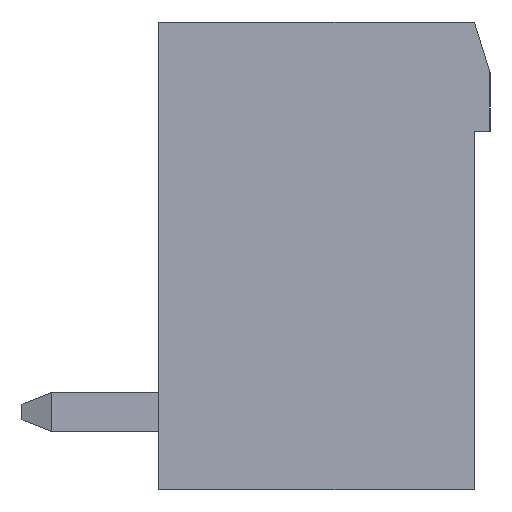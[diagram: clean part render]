
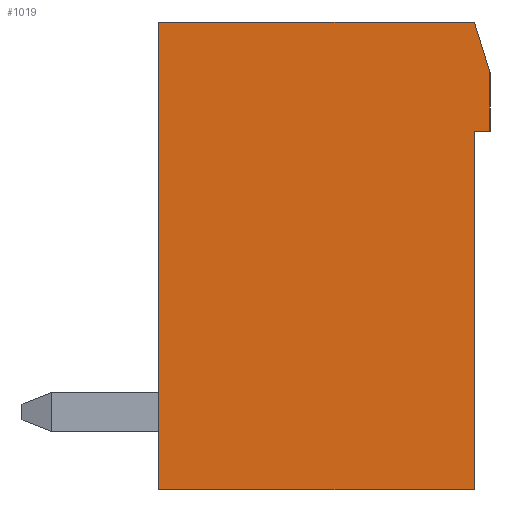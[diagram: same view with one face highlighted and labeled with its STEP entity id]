
A CAD part, left-side view. The second image highlights one B-rep face of the part: STEP entity #1019.
In plain terms, the highlighted planar face has unit normal (-1, 0, 0).
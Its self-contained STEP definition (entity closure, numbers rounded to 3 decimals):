
#1019 = ADVANCED_FACE( '', ( #2275 ), #2276, .T. );
#2275 = FACE_OUTER_BOUND( '', #3833, .T. );
#2276 = PLANE( '', #3834 );
#3833 = EDGE_LOOP( '', ( #6474, #6475, #6476, #6477, #6478, #6479, #6480 ) );
#3834 = AXIS2_PLACEMENT_3D( '', #6481, #6482, #6483 );
#6474 = ORIENTED_EDGE( '', *, *, #10084, .T. );
#6475 = ORIENTED_EDGE( '', *, *, #10595, .T. );
#6476 = ORIENTED_EDGE( '', *, *, #10596, .T. );
#6477 = ORIENTED_EDGE( '', *, *, #10597, .T. );
#6478 = ORIENTED_EDGE( '', *, *, #10407, .T. );
#6479 = ORIENTED_EDGE( '', *, *, #10598, .T. );
#6480 = ORIENTED_EDGE( '', *, *, #10599, .T. );
#6481 = CARTESIAN_POINT( '', ( -36.56, 0., 0. ) );
#6482 = DIRECTION( '', ( -1., 0., 0. ) );
#6483 = DIRECTION( '', ( 0., 0., 1. ) );
#10084 = EDGE_CURVE( '', #12329, #12333, #12335, .T. );
#10407 = EDGE_CURVE( '', #12865, #12866, #12867, .T. );
#10595 = EDGE_CURVE( '', #12333, #13162, #13163, .T. );
#10596 = EDGE_CURVE( '', #13162, #13164, #13165, .T. );
#10597 = EDGE_CURVE( '', #13164, #12865, #13166, .T. );
#10598 = EDGE_CURVE( '', #12866, #13167, #13168, .T. );
#10599 = EDGE_CURVE( '', #13167, #12329, #13169, .T. );
#12329 = VERTEX_POINT( '', #15522 );
#12333 = VERTEX_POINT( '', #15528 );
#12335 = LINE( '', #15531, #15532 );
#12865 = VERTEX_POINT( '', #16301 );
#12866 = VERTEX_POINT( '', #16302 );
#12867 = LINE( '', #16303, #16304 );
#13162 = VERTEX_POINT( '', #16735 );
#13163 = LINE( '', #16736, #16737 );
#13164 = VERTEX_POINT( '', #16738 );
#13165 = LINE( '', #16739, #16740 );
#13166 = LINE( '', #16741, #16742 );
#13167 = VERTEX_POINT( '', #16743 );
#13168 = LINE( '', #16744, #16745 );
#13169 = LINE( '', #16746, #16747 );
#15522 = CARTESIAN_POINT( '', ( -36.56, -4.45, 4.7 ) );
#15528 = CARTESIAN_POINT( '', ( -36.56, -4.05, 6. ) );
#15531 = CARTESIAN_POINT( '', ( -36.56, -4.45, 4.7 ) );
#15532 = VECTOR( '', #18906, 1000. );
#16301 = CARTESIAN_POINT( '', ( -36.56, -4.05, -6. ) );
#16302 = CARTESIAN_POINT( '', ( -36.56, -4.05, 3.2 ) );
#16303 = CARTESIAN_POINT( '', ( -36.56, -4.05, -6. ) );
#16304 = VECTOR( '', #19194, 1000. );
#16735 = CARTESIAN_POINT( '', ( -36.56, 4.05, 6. ) );
#16736 = CARTESIAN_POINT( '', ( -36.56, -4.05, 6. ) );
#16737 = VECTOR( '', #19370, 1000. );
#16738 = CARTESIAN_POINT( '', ( -36.56, 4.05, -6. ) );
#16739 = CARTESIAN_POINT( '', ( -36.56, 4.05, 6. ) );
#16740 = VECTOR( '', #19371, 1000. );
#16741 = CARTESIAN_POINT( '', ( -36.56, 4.05, -6. ) );
#16742 = VECTOR( '', #19372, 1000. );
#16743 = CARTESIAN_POINT( '', ( -36.56, -4.45, 3.2 ) );
#16744 = CARTESIAN_POINT( '', ( -36.56, -4.05, 3.2 ) );
#16745 = VECTOR( '', #19373, 1000. );
#16746 = CARTESIAN_POINT( '', ( -36.56, -4.45, 3.2 ) );
#16747 = VECTOR( '', #19374, 1000. );
#18906 = DIRECTION( '', ( 0., 0.294, 0.956 ) );
#19194 = DIRECTION( '', ( 0., 0., 1. ) );
#19370 = DIRECTION( '', ( 0., 1., 0. ) );
#19371 = DIRECTION( '', ( 0., 0., -1. ) );
#19372 = DIRECTION( '', ( 0., -1., 0. ) );
#19373 = DIRECTION( '', ( 0., -1., 0. ) );
#19374 = DIRECTION( '', ( 0., 0., 1. ) );
